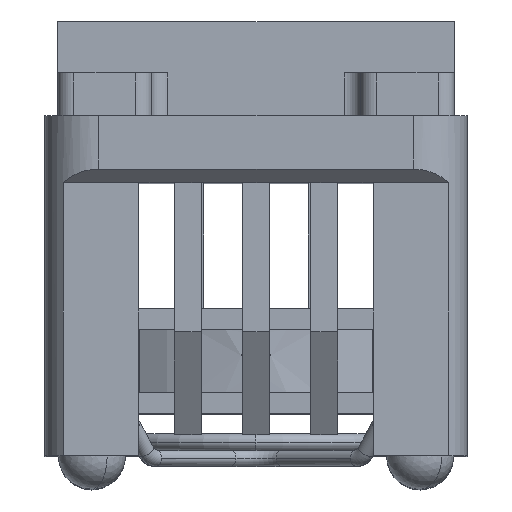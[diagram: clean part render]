
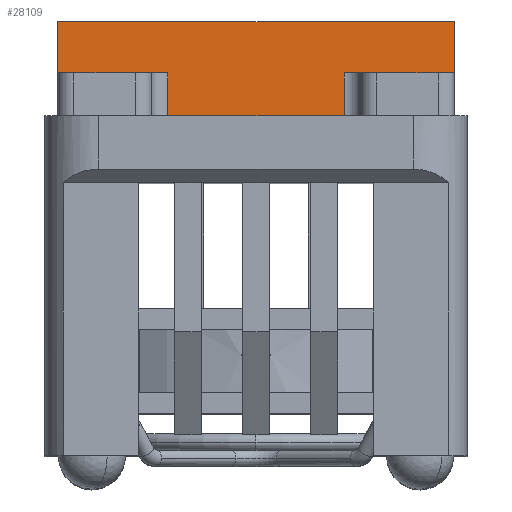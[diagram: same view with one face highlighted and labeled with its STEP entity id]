
A CAD part, top view. The second image highlights one B-rep face of the part: STEP entity #28109.
In plain terms, the highlighted planar face has unit normal (0, 0, 1).
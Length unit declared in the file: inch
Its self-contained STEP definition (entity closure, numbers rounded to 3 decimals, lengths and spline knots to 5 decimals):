
#1839 = CARTESIAN_POINT ( 'NONE',  ( 0.74, 0.35, 0.59 ) ) ;
#3134 = AXIS2_PLACEMENT_3D ( 'NONE', #8707, #48426, #40071 ) ;
#4062 = VERTEX_POINT ( 'NONE', #31184 ) ;
#4566 = VECTOR ( 'NONE', #27131, 39.37008 ) ;
#4712 = VERTEX_POINT ( 'NONE', #1839 ) ;
#4805 = DIRECTION ( 'NONE',  ( 1., 0., 0. ) ) ;
#5835 = CARTESIAN_POINT ( 'NONE',  ( 0.74, 0.35, 0.59 ) ) ;
#6337 = DIRECTION ( 'NONE',  ( 0., -1., 0. ) ) ;
#7325 = VECTOR ( 'NONE', #6337, 39.37008 ) ;
#7948 = ORIENTED_EDGE ( 'NONE', *, *, #42836, .F. ) ;
#8707 = CARTESIAN_POINT ( 'NONE',  ( 0.74, 0.35, 0.59 ) ) ;
#9270 = ORIENTED_EDGE ( 'NONE', *, *, #18107, .T. ) ;
#10067 = DIRECTION ( 'NONE',  ( 1., 0., 0. ) ) ;
#10559 = VECTOR ( 'NONE', #23260, 39.37008 ) ;
#11112 = LINE ( 'NONE', #26406, #29081 ) ;
#13939 = EDGE_CURVE ( 'NONE', #4712, #4062, #26325, .T. ) ;
#15290 = CARTESIAN_POINT ( 'NONE',  ( 0., 0.16, 0.59 ) ) ;
#15586 = DIRECTION ( 'NONE',  ( 0., 1., 0. ) ) ;
#15798 = DIRECTION ( 'NONE',  ( -1., 0., 0. ) ) ;
#16006 = CARTESIAN_POINT ( 'NONE',  ( -0.74, 0.35, 0.59 ) ) ;
#16654 = CARTESIAN_POINT ( 'NONE',  ( 0.33, 0., 0.59 ) ) ;
#17028 = ORIENTED_EDGE ( 'NONE', *, *, #20124, .F. ) ;
#17612 = CARTESIAN_POINT ( 'NONE',  ( 0.33, 0.16, 0.59 ) ) ;
#18107 = EDGE_CURVE ( 'NONE', #43951, #28855, #28251, .T. ) ;
#19498 = FACE_OUTER_BOUND ( 'NONE', #24720, .T. ) ;
#19514 = CARTESIAN_POINT ( 'NONE',  ( -0.33, 0.16, 0.59 ) ) ;
#19532 = CARTESIAN_POINT ( 'NONE',  ( 0.33, 0.35, 0.59 ) ) ;
#20124 = EDGE_CURVE ( 'NONE', #45676, #23106, #23987, .T. ) ;
#21106 = VERTEX_POINT ( 'NONE', #23948 ) ;
#22890 = CARTESIAN_POINT ( 'NONE',  ( -0.33, 0., 0.59 ) ) ;
#23106 = VERTEX_POINT ( 'NONE', #26580 ) ;
#23260 = DIRECTION ( 'NONE',  ( -1., 0., 0. ) ) ;
#23948 = CARTESIAN_POINT ( 'NONE',  ( -0.33, 0., 0.59 ) ) ;
#23987 = LINE ( 'NONE', #15290, #43783 ) ;
#24720 = EDGE_LOOP ( 'NONE', ( #41170, #9270, #7948, #36569, #31049, #32223, #17028, #50656 ) ) ;
#26325 = LINE ( 'NONE', #42389, #7325 ) ;
#26406 = CARTESIAN_POINT ( 'NONE',  ( 0.74, 0., 0.59 ) ) ;
#26580 = CARTESIAN_POINT ( 'NONE',  ( -0.74, 0.16, 0.59 ) ) ;
#27085 = EDGE_CURVE ( 'NONE', #42310, #23106, #34916, .T. ) ;
#27131 = DIRECTION ( 'NONE',  ( 0., -1., 0. ) ) ;
#28109 = ADVANCED_FACE ( 'NONE', ( #19498 ), #44785, .F. ) ;
#28172 = EDGE_CURVE ( 'NONE', #42310, #4712, #49446, .T. ) ;
#28251 = LINE ( 'NONE', #19532, #28540 ) ;
#28540 = VECTOR ( 'NONE', #15586, 39.37008 ) ;
#28855 = VERTEX_POINT ( 'NONE', #17612 ) ;
#29081 = VECTOR ( 'NONE', #10067, 39.37008 ) ;
#30986 = DIRECTION ( 'NONE',  ( 0., -1., 0. ) ) ;
#31049 = ORIENTED_EDGE ( 'NONE', *, *, #28172, .F. ) ;
#31184 = CARTESIAN_POINT ( 'NONE',  ( 0.74, 0.16, 0.59 ) ) ;
#31716 = CARTESIAN_POINT ( 'NONE',  ( 0., 0.16, 0.59 ) ) ;
#32223 = ORIENTED_EDGE ( 'NONE', *, *, #27085, .T. ) ;
#34916 = LINE ( 'NONE', #43091, #36718 ) ;
#35137 = VECTOR ( 'NONE', #4805, 39.37008 ) ;
#35800 = LINE ( 'NONE', #22890, #4566 ) ;
#36569 = ORIENTED_EDGE ( 'NONE', *, *, #13939, .F. ) ;
#36718 = VECTOR ( 'NONE', #30986, 39.37008 ) ;
#40071 = DIRECTION ( 'NONE',  ( -1., 0., 0. ) ) ;
#41170 = ORIENTED_EDGE ( 'NONE', *, *, #51235, .T. ) ;
#42310 = VERTEX_POINT ( 'NONE', #16006 ) ;
#42389 = CARTESIAN_POINT ( 'NONE',  ( 0.74, 0.35, 0.59 ) ) ;
#42836 = EDGE_CURVE ( 'NONE', #4062, #28855, #43814, .T. ) ;
#43091 = CARTESIAN_POINT ( 'NONE',  ( -0.74, 0.35, 0.59 ) ) ;
#43783 = VECTOR ( 'NONE', #15798, 39.37008 ) ;
#43814 = LINE ( 'NONE', #31716, #10559 ) ;
#43951 = VERTEX_POINT ( 'NONE', #16654 ) ;
#44785 = PLANE ( 'NONE',  #3134 ) ;
#45676 = VERTEX_POINT ( 'NONE', #19514 ) ;
#48426 = DIRECTION ( 'NONE',  ( 0., 0., -1. ) ) ;
#48918 = EDGE_CURVE ( 'NONE', #45676, #21106, #35800, .T. ) ;
#49446 = LINE ( 'NONE', #5835, #35137 ) ;
#50656 = ORIENTED_EDGE ( 'NONE', *, *, #48918, .T. ) ;
#51235 = EDGE_CURVE ( 'NONE', #21106, #43951, #11112, .T. ) ;
